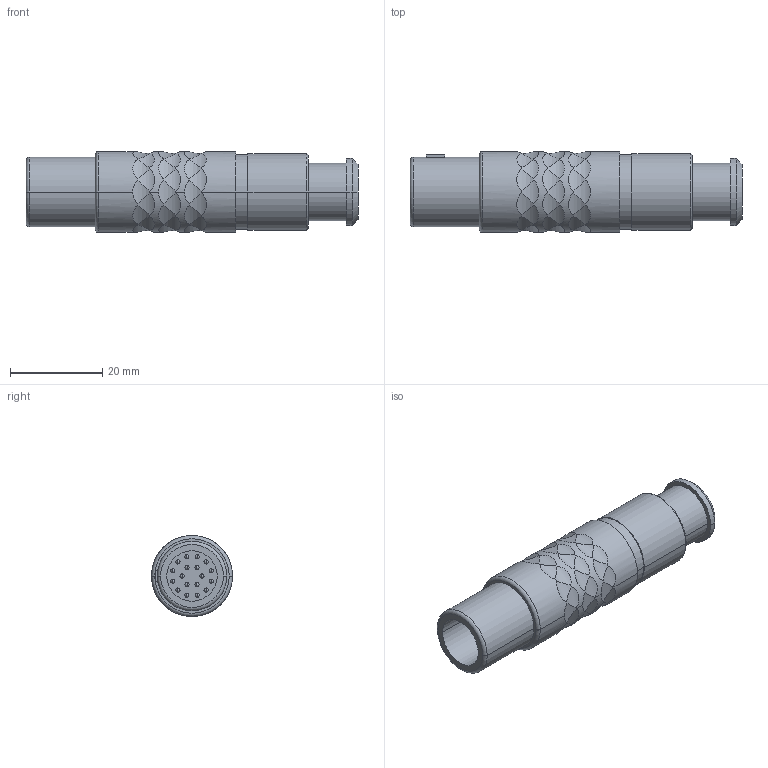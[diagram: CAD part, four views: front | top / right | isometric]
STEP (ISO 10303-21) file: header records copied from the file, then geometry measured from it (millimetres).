
FILE_DESCRIPTION((''),'2;1');
FILE_NAME('S23L0C-P18M','2013-02-01T',('RTrager'),(''),'PRO/ENGINEER BY PARAMETRIC TECHNOLOGY CORPORATION, 2010330','PRO/ENGINEER BY PARAMETRIC TECHNOLOGY CORPORATION, 2010330','');
FILE_SCHEMA(('CONFIG_CONTROL_DESIGN'));
Length unit declared in the file: millimetre
Products named in the file (1): S23L0C-P18M
Bounding box: 71.8 x 17.5 x 17.5 mm (x, y, z)
Volume: 9442.8 mm3; surface area: 6723.3 mm2
Topology: 1 solids, 1 shells, 361 faces, 946 edges, 596 vertices
Faces by surface type: cylinder 232, plane 58, sphere 36, torus 24, bspline 9, cone 2
Entity records: 15196 total; most frequent: CARTESIAN_POINT 6707, ORIENTED_EDGE 1820, DIRECTION 1700, EDGE_CURVE 910, AXIS2_PLACEMENT_3D 727, VERTEX_POINT 596, EDGE_LOOP 406, CIRCLE 375
